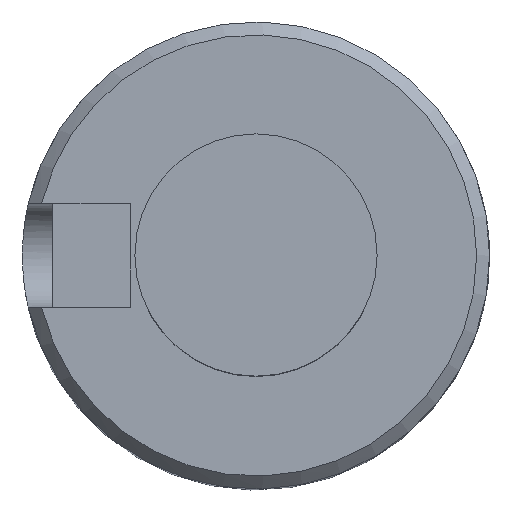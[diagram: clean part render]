
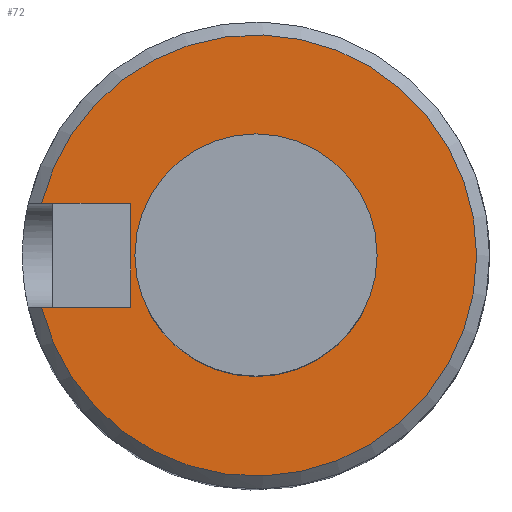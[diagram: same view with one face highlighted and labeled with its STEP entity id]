
A CAD part, top view. The second image highlights one B-rep face of the part: STEP entity #72.
In plain terms, the highlighted planar face has unit normal (0, 0, 1).
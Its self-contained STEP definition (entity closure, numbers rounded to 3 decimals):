
#72=ADVANCED_FACE('',(#108),#93,.F.);
#93=PLANE('',#377);
#108=FACE_OUTER_BOUND('',#125,.T.);
#125=EDGE_LOOP('',(#161,#162,#163,#164));
#150=CIRCLE('',#376,25.5);
#161=ORIENTED_EDGE('',*,*,#264,.T.);
#162=ORIENTED_EDGE('',*,*,#265,.T.);
#163=ORIENTED_EDGE('',*,*,#266,.T.);
#164=ORIENTED_EDGE('',*,*,#267,.F.);
#237=VERTEX_POINT('',#511);
#238=VERTEX_POINT('',#512);
#239=VERTEX_POINT('',#514);
#240=VERTEX_POINT('',#516);
#264=EDGE_CURVE('',#237,#238,#302,.T.);
#265=EDGE_CURVE('',#238,#239,#150,.T.);
#266=EDGE_CURVE('',#239,#240,#303,.T.);
#267=EDGE_CURVE('',#237,#240,#304,.T.);
#302=LINE('',#510,#325);
#303=LINE('',#515,#326);
#304=LINE('',#517,#327);
#325=VECTOR('',#417,1.);
#326=VECTOR('',#420,1.);
#327=VECTOR('',#421,1.);
#376=AXIS2_PLACEMENT_3D('',#513,#418,#419);
#377=AXIS2_PLACEMENT_3D('',#518,#422,#423);
#417=DIRECTION('',(-1.,0.,0.));
#418=DIRECTION('',(0.,0.,1.));
#419=DIRECTION('',(0.,-1.,0.));
#420=DIRECTION('',(1.,0.,0.));
#421=DIRECTION('',(0.,1.,0.));
#422=DIRECTION('',(0.,0.,-1.));
#423=DIRECTION('',(-1.,0.,0.));
#510=CARTESIAN_POINT('',(0.,-6.,0.));
#511=CARTESIAN_POINT('',(-14.5,-6.,0.));
#512=CARTESIAN_POINT('',(-24.784,-6.,0.));
#513=CARTESIAN_POINT('',(0.,0.,0.));
#514=CARTESIAN_POINT('',(-24.784,6.,0.));
#515=CARTESIAN_POINT('',(0.,6.,0.));
#516=CARTESIAN_POINT('',(-14.5,6.,0.));
#517=CARTESIAN_POINT('',(-14.5,0.,0.));
#518=CARTESIAN_POINT('',(0.,0.,0.));
